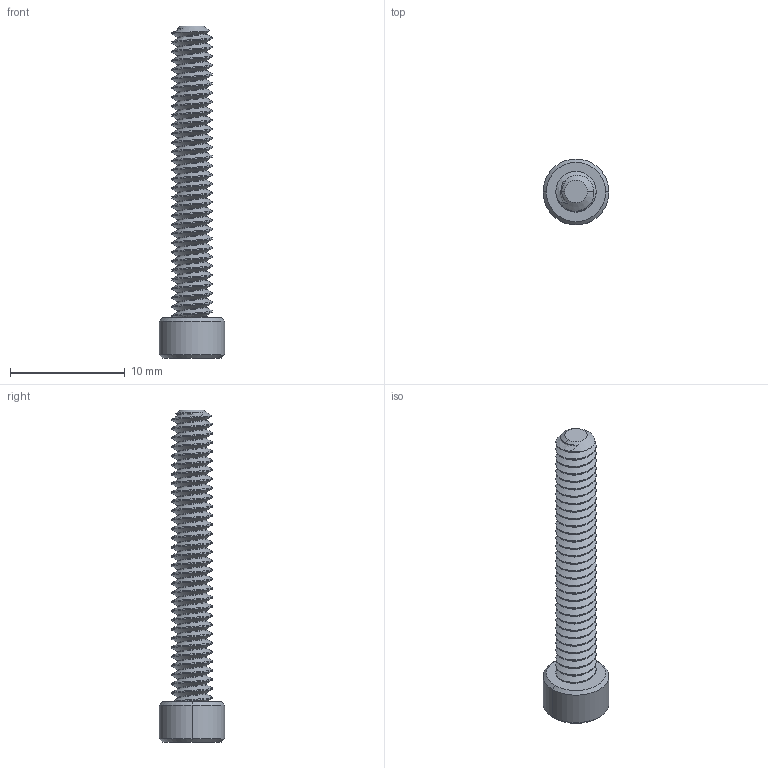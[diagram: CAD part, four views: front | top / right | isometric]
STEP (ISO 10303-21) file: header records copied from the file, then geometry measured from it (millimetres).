
FILE_DESCRIPTION (( 'STEP AP203' ), '1' );
FILE_NAME ('632124.STEP', '2014-10-23T21:16:17', ( 'Kyle' ), ( 'Microsoft' ), 'SwSTEP 2.0', 'SolidWorks 2014', '' );
FILE_SCHEMA (( 'CONFIG_CONTROL_DESIGN' ));
Length unit declared in the file: inch
Products named in the file (1): 632124
Bounding box: 5.74 x 5.74 x 28.91 mm (x, y, z)
Volume: 255.3 mm3; surface area: 541.2 mm2
Topology: 1 solids, 1 shells, 156 faces, 440 edges, 288 vertices
Faces by surface type: cylinder 131, cone 13, plane 10, bspline 2
Entity records: 8041 total; most frequent: CARTESIAN_POINT 4718, ORIENTED_EDGE 880, DIRECTION 500, EDGE_CURVE 440, VERTEX_POINT 288, AXIS2_PLACEMENT_3D 176, EDGE_LOOP 158, ADVANCED_FACE 156
